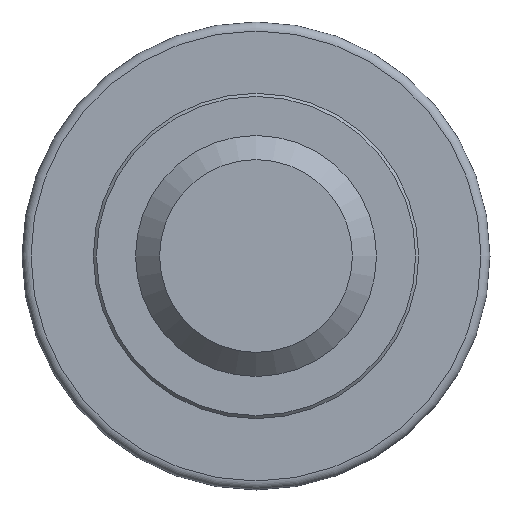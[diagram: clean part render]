
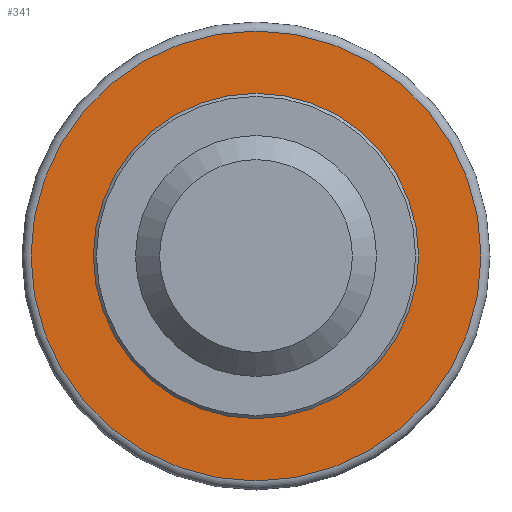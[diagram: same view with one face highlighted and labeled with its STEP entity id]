
A CAD part, left-side view. The second image highlights one B-rep face of the part: STEP entity #341.
In plain terms, the highlighted planar face has unit normal (-1, 0, 0).
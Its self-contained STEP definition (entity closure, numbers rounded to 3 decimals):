
#17=FACE_BOUND('',#77,.T.);
#57=FACE_OUTER_BOUND('',#76,.T.);
#76=EDGE_LOOP('',(#251,#252));
#77=EDGE_LOOP('',(#253,#254));
#102=CIRCLE('',#391,26.5);
#103=CIRCLE('',#392,26.5);
#104=CIRCLE('',#394,37.35);
#105=CIRCLE('',#395,37.35);
#141=VERTEX_POINT('',#591);
#142=VERTEX_POINT('',#592);
#143=VERTEX_POINT('',#597);
#144=VERTEX_POINT('',#598);
#182=EDGE_CURVE('',#141,#142,#102,.T.);
#183=EDGE_CURVE('',#142,#141,#103,.T.);
#185=EDGE_CURVE('',#143,#144,#104,.T.);
#186=EDGE_CURVE('',#144,#143,#105,.T.);
#251=ORIENTED_EDGE('',*,*,#185,.F.);
#252=ORIENTED_EDGE('',*,*,#186,.F.);
#253=ORIENTED_EDGE('',*,*,#182,.T.);
#254=ORIENTED_EDGE('',*,*,#183,.T.);
#315=PLANE('',#393);
#341=ADVANCED_FACE('',(#57,#17),#315,.T.);
#391=AXIS2_PLACEMENT_3D('',#593,#473,#474);
#392=AXIS2_PLACEMENT_3D('',#594,#475,#476);
#393=AXIS2_PLACEMENT_3D('',#596,#478,#479);
#394=AXIS2_PLACEMENT_3D('',#599,#480,#481);
#395=AXIS2_PLACEMENT_3D('',#600,#482,#483);
#473=DIRECTION('center_axis',(1.,0.,0.));
#474=DIRECTION('ref_axis',(0.,-1.,0.));
#475=DIRECTION('center_axis',(1.,0.,0.));
#476=DIRECTION('ref_axis',(0.,-1.,0.));
#478=DIRECTION('center_axis',(-1.,0.,0.));
#479=DIRECTION('ref_axis',(0.,0.,1.));
#480=DIRECTION('center_axis',(1.,0.,0.));
#481=DIRECTION('ref_axis',(0.,-1.,0.));
#482=DIRECTION('center_axis',(1.,0.,0.));
#483=DIRECTION('ref_axis',(0.,-1.,0.));
#591=CARTESIAN_POINT('',(9.2,-26.5,0.));
#592=CARTESIAN_POINT('',(9.2,26.5,0.));
#593=CARTESIAN_POINT('Origin',(9.2,0.,0.));
#594=CARTESIAN_POINT('Origin',(9.2,0.,0.));
#596=CARTESIAN_POINT('Origin',(9.2,-31.925,0.));
#597=CARTESIAN_POINT('',(9.2,-37.35,0.));
#598=CARTESIAN_POINT('',(9.2,0.,37.35));
#599=CARTESIAN_POINT('Origin',(9.2,0.,0.));
#600=CARTESIAN_POINT('Origin',(9.2,0.,0.));
